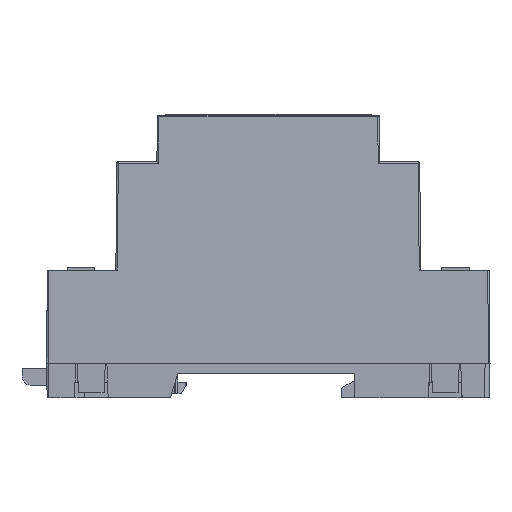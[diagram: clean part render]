
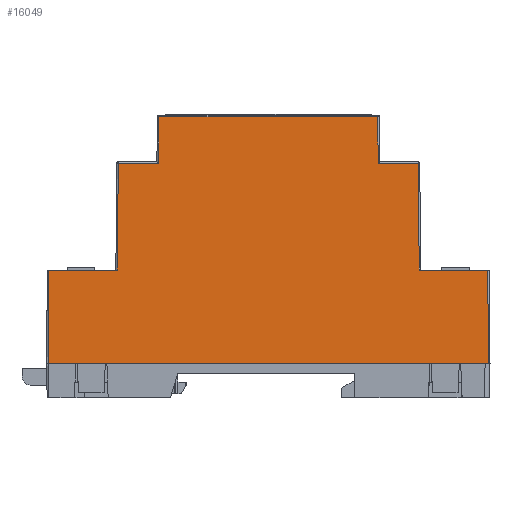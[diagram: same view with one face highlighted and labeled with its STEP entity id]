
A CAD part, left-side view. The second image highlights one B-rep face of the part: STEP entity #16049.
In plain terms, the highlighted face is planar.
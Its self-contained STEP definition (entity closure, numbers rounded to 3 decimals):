
#403 = VECTOR ( 'NONE', #39234, 1000. ) ;
#697 = CARTESIAN_POINT ( 'NONE',  ( -22127.421, -25133.093, 51.2 ) ) ;
#956 = VECTOR ( 'NONE', #39729, 1000. ) ;
#2098 = VERTEX_POINT ( 'NONE', #32291 ) ;
#3624 = VECTOR ( 'NONE', #56723, 1000. ) ;
#3735 = VECTOR ( 'NONE', #41400, 1000. ) ;
#4083 = CARTESIAN_POINT ( 'NONE',  ( -22199.69, -25133.531, 0.997 ) ) ;
#4129 = DIRECTION ( 'NONE',  ( 1., 0., 0. ) ) ;
#4518 = VECTOR ( 'NONE', #51798, 1000. ) ;
#5135 = DIRECTION ( 'NONE',  ( 0., -1., 0.009 ) ) ;
#5278 = ORIENTED_EDGE ( 'NONE', *, *, #35807, .F. ) ;
#5584 = EDGE_CURVE ( 'NONE', #55676, #24065, #49919, .T. ) ;
#6077 = EDGE_CURVE ( 'NONE', #35428, #17549, #27373, .T. ) ;
#6528 = VERTEX_POINT ( 'NONE', #48795 ) ;
#6531 = CARTESIAN_POINT ( 'NONE',  ( -22210.571, -25133.093, 51.2 ) ) ;
#6704 = EDGE_CURVE ( 'NONE', #17549, #13519, #24154, .T. ) ;
#7677 = VERTEX_POINT ( 'NONE', #34724 ) ;
#8126 = CARTESIAN_POINT ( 'NONE',  ( -22127.421, -25133.093, 51.2 ) ) ;
#10378 = CARTESIAN_POINT ( 'NONE',  ( -22127.421, -25134.071, -60.813 ) ) ;
#10541 = CARTESIAN_POINT ( 'NONE',  ( -22132.786, -25133.259, 32.2 ) ) ;
#10657 = LINE ( 'NONE', #55941, #403 ) ;
#12476 = VECTOR ( 'NONE', #30441, 1000. ) ;
#13137 = DIRECTION ( 'NONE',  ( 0.009, 0.009, 1. ) ) ;
#13519 = VERTEX_POINT ( 'NONE', #39902 ) ;
#13547 = CARTESIAN_POINT ( 'NONE',  ( -22127.421, -25133.259, 32.2 ) ) ;
#14194 = VECTOR ( 'NONE', #16609, 1000. ) ;
#15172 = DIRECTION ( 'NONE',  ( 0.009, -0.009, -1. ) ) ;
#15588 = FACE_OUTER_BOUND ( 'NONE', #29909, .T. ) ;
#15870 = DIRECTION ( 'NONE',  ( 0.009, 0.009, 1. ) ) ;
#16049 = ADVANCED_FACE ( 'NONE', ( #15588 ), #27374, .F. ) ;
#16354 = VECTOR ( 'NONE', #36312, 1000. ) ;
#16478 = DIRECTION ( 'NONE',  ( 0.009, 0.009, 1. ) ) ;
#16609 = DIRECTION ( 'NONE',  ( 0.009, -0.009, -1. ) ) ;
#17537 = EDGE_CURVE ( 'NONE', #13519, #7677, #64537, .T. ) ;
#17549 = VERTEX_POINT ( 'NONE', #64905 ) ;
#19016 = ORIENTED_EDGE ( 'NONE', *, *, #27089, .F. ) ;
#19933 = ORIENTED_EDGE ( 'NONE', *, *, #72510, .F. ) ;
#20206 = ORIENTED_EDGE ( 'NONE', *, *, #6704, .F. ) ;
#20861 = EDGE_CURVE ( 'NONE', #62140, #62873, #57892, .T. ) ;
#20957 = EDGE_CURVE ( 'NONE', #2098, #22172, #55537, .T. ) ;
#20960 = CARTESIAN_POINT ( 'NONE',  ( -22222.221, -25133.093, 51.2 ) ) ;
#21116 = EDGE_CURVE ( 'NONE', #24491, #55676, #68720, .T. ) ;
#21797 = VECTOR ( 'NONE', #16478, 1000. ) ;
#22079 = CARTESIAN_POINT ( 'NONE',  ( -22146.721, -25133.259, 32.2 ) ) ;
#22172 = VERTEX_POINT ( 'NONE', #20960 ) ;
#22896 = DIRECTION ( 'NONE',  ( 1., 0., 0. ) ) ;
#23044 = VECTOR ( 'NONE', #22896, 1000. ) ;
#23456 = EDGE_CURVE ( 'NONE', #61883, #52352, #29189, .T. ) ;
#23935 = CARTESIAN_POINT ( 'NONE',  ( -22199.773, -25133.448, 10.497 ) ) ;
#24065 = VERTEX_POINT ( 'NONE', #46504 ) ;
#24154 = LINE ( 'NONE', #46884, #63423 ) ;
#24269 = LINE ( 'NONE', #36195, #56147 ) ;
#24491 = VERTEX_POINT ( 'NONE', #22079 ) ;
#27089 = EDGE_CURVE ( 'NONE', #6528, #44920, #50732, .T. ) ;
#27373 = LINE ( 'NONE', #60815, #23044 ) ;
#27374 = PLANE ( 'NONE',  #72222 ) ;
#27982 = DIRECTION ( 'NONE',  ( 1., 0., 0. ) ) ;
#29189 = LINE ( 'NONE', #697, #3624 ) ;
#29909 = EDGE_LOOP ( 'NONE', ( #59078, #19016, #30006, #60074, #57185, #42100, #64174, #46508, #42022, #58828, #19933, #60608, #20206, #63331, #5278, #64840 ) ) ;
#30006 = ORIENTED_EDGE ( 'NONE', *, *, #59371, .F. ) ;
#30352 = VERTEX_POINT ( 'NONE', #31746 ) ;
#30441 = DIRECTION ( 'NONE',  ( -1., 0., 0. ) ) ;
#31277 = LINE ( 'NONE', #64661, #3735 ) ;
#31746 = CARTESIAN_POINT ( 'NONE',  ( -22138.571, -25133.093, 51.2 ) ) ;
#32291 = CARTESIAN_POINT ( 'NONE',  ( -22216.271, -25133.093, 51.2 ) ) ;
#32540 = LINE ( 'NONE', #39246, #14194 ) ;
#33099 = CARTESIAN_POINT ( 'NONE',  ( -22207.931, -25133.448, 10.497 ) ) ;
#34724 = CARTESIAN_POINT ( 'NONE',  ( -22146.91, -25133.448, 10.497 ) ) ;
#35428 = VERTEX_POINT ( 'NONE', #4083 ) ;
#35807 = EDGE_CURVE ( 'NONE', #62873, #35428, #48918, .T. ) ;
#36195 = CARTESIAN_POINT ( 'NONE',  ( -22127.421, -25133.093, 51.2 ) ) ;
#36312 = DIRECTION ( 'NONE',  ( -1., 0., 0. ) ) ;
#36920 = DIRECTION ( 'NONE',  ( -1., 0., 0. ) ) ;
#38230 = CARTESIAN_POINT ( 'NONE',  ( -22132.786, -25133.259, 32.2 ) ) ;
#38768 = EDGE_CURVE ( 'NONE', #30352, #61883, #31277, .T. ) ;
#39234 = DIRECTION ( 'NONE',  ( 0.009, -0.009, -1. ) ) ;
#39246 = CARTESIAN_POINT ( 'NONE',  ( -22222.221, -25133.093, 51.2 ) ) ;
#39729 = DIRECTION ( 'NONE',  ( 1., 0., 0. ) ) ;
#39902 = CARTESIAN_POINT ( 'NONE',  ( -22155.068, -25133.448, 10.497 ) ) ;
#40661 = CARTESIAN_POINT ( 'NONE',  ( -22127.421, -25133.259, 32.2 ) ) ;
#41400 = DIRECTION ( 'NONE',  ( -1., 0., 0. ) ) ;
#42022 = ORIENTED_EDGE ( 'NONE', *, *, #5584, .F. ) ;
#42100 = ORIENTED_EDGE ( 'NONE', *, *, #23456, .F. ) ;
#43079 = CARTESIAN_POINT ( 'NONE',  ( -22127.421, -25133.448, 10.497 ) ) ;
#44275 = EDGE_CURVE ( 'NONE', #52352, #2098, #24269, .T. ) ;
#44919 = VECTOR ( 'NONE', #27982, 1000. ) ;
#44920 = VERTEX_POINT ( 'NONE', #48649 ) ;
#46504 = CARTESIAN_POINT ( 'NONE',  ( -22132.621, -25133.093, 51.2 ) ) ;
#46508 = ORIENTED_EDGE ( 'NONE', *, *, #64216, .F. ) ;
#46884 = CARTESIAN_POINT ( 'NONE',  ( -22155.151, -25133.531, 0.997 ) ) ;
#48322 = LINE ( 'NONE', #58694, #12476 ) ;
#48465 = CARTESIAN_POINT ( 'NONE',  ( -22144.271, -25133.093, 51.2 ) ) ;
#48649 = CARTESIAN_POINT ( 'NONE',  ( -22208.121, -25133.259, 32.2 ) ) ;
#48795 = CARTESIAN_POINT ( 'NONE',  ( -22222.055, -25133.259, 32.2 ) ) ;
#48853 = VECTOR ( 'NONE', #15172, 1000. ) ;
#48918 = LINE ( 'NONE', #71409, #48853 ) ;
#49919 = LINE ( 'NONE', #10541, #21797 ) ;
#50732 = LINE ( 'NONE', #40661, #44919 ) ;
#51798 = DIRECTION ( 'NONE',  ( 1., 0., 0. ) ) ;
#52308 = VECTOR ( 'NONE', #15870, 1000. ) ;
#52352 = VERTEX_POINT ( 'NONE', #6531 ) ;
#53009 = EDGE_CURVE ( 'NONE', #44920, #62140, #10657, .T. ) ;
#55537 = LINE ( 'NONE', #8126, #16354 ) ;
#55676 = VERTEX_POINT ( 'NONE', #38230 ) ;
#55941 = CARTESIAN_POINT ( 'NONE',  ( -22208.121, -25133.259, 32.2 ) ) ;
#56147 = VECTOR ( 'NONE', #36920, 1000. ) ;
#56371 = DIRECTION ( 'NONE',  ( -1., 0., 0. ) ) ;
#56723 = DIRECTION ( 'NONE',  ( -1., 0., 0. ) ) ;
#57185 = ORIENTED_EDGE ( 'NONE', *, *, #44275, .F. ) ;
#57892 = LINE ( 'NONE', #68530, #956 ) ;
#58694 = CARTESIAN_POINT ( 'NONE',  ( -22127.421, -25133.093, 51.2 ) ) ;
#58828 = ORIENTED_EDGE ( 'NONE', *, *, #21116, .F. ) ;
#59078 = ORIENTED_EDGE ( 'NONE', *, *, #53009, .F. ) ;
#59371 = EDGE_CURVE ( 'NONE', #22172, #6528, #32540, .T. ) ;
#60074 = ORIENTED_EDGE ( 'NONE', *, *, #20957, .F. ) ;
#60608 = ORIENTED_EDGE ( 'NONE', *, *, #17537, .F. ) ;
#60815 = CARTESIAN_POINT ( 'NONE',  ( -22127.421, -25133.531, 0.997 ) ) ;
#61092 = CARTESIAN_POINT ( 'NONE',  ( -22146.91, -25133.448, 10.497 ) ) ;
#61883 = VERTEX_POINT ( 'NONE', #48465 ) ;
#62140 = VERTEX_POINT ( 'NONE', #33099 ) ;
#62873 = VERTEX_POINT ( 'NONE', #23935 ) ;
#63331 = ORIENTED_EDGE ( 'NONE', *, *, #6077, .F. ) ;
#63423 = VECTOR ( 'NONE', #13137, 1000. ) ;
#64174 = ORIENTED_EDGE ( 'NONE', *, *, #38768, .F. ) ;
#64216 = EDGE_CURVE ( 'NONE', #24065, #30352, #48322, .T. ) ;
#64537 = LINE ( 'NONE', #43079, #71405 ) ;
#64661 = CARTESIAN_POINT ( 'NONE',  ( -22127.421, -25133.093, 51.2 ) ) ;
#64840 = ORIENTED_EDGE ( 'NONE', *, *, #20861, .F. ) ;
#64905 = CARTESIAN_POINT ( 'NONE',  ( -22155.151, -25133.531, 0.997 ) ) ;
#66565 = LINE ( 'NONE', #61092, #52308 ) ;
#68530 = CARTESIAN_POINT ( 'NONE',  ( -22127.421, -25133.448, 10.497 ) ) ;
#68720 = LINE ( 'NONE', #13547, #4518 ) ;
#71405 = VECTOR ( 'NONE', #4129, 1000. ) ;
#71409 = CARTESIAN_POINT ( 'NONE',  ( -22199.773, -25133.448, 10.497 ) ) ;
#72222 = AXIS2_PLACEMENT_3D ( 'NONE', #10378, #5135, #56371 ) ;
#72510 = EDGE_CURVE ( 'NONE', #7677, #24491, #66565, .T. ) ;
